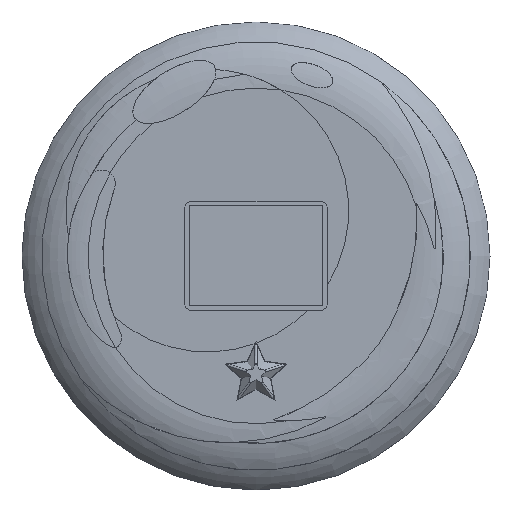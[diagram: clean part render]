
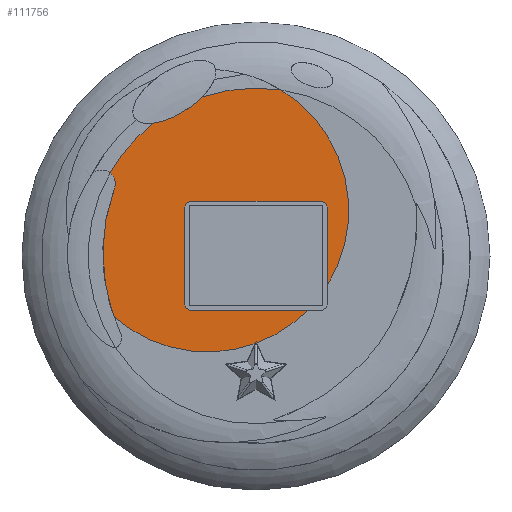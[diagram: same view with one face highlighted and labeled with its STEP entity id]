
A CAD part, top view. The second image highlights one B-rep face of the part: STEP entity #111756.
In plain terms, the highlighted planar face has unit normal (0, 0, 1).
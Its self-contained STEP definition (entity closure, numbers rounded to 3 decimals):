
#2825=ELLIPSE('',#119047,20.485,9.299);
#5962=CIRCLE('',#119029,81.371);
#5966=CIRCLE('',#119036,5.797);
#5967=CIRCLE('',#119040,61.);
#5968=CIRCLE('',#119041,61.);
#5969=CIRCLE('',#119042,3.);
#5970=CIRCLE('',#119043,3.);
#5971=CIRCLE('',#119044,3.);
#5972=CIRCLE('',#119045,61.);
#5973=CIRCLE('',#119046,72.442);
#5974=CIRCLE('',#119048,72.442);
#12609=FACE_OUTER_BOUND('',#18858,.T.);
#18858=EDGE_LOOP('',(#100957,#100958,#100959,#100960,#100961,#100962,#100963,
#100964,#100965,#100966,#100967,#100968,#100969,#100970,#100971,#100972,
#100973));
#30765=LINE('',#227391,#42811);
#30766=LINE('',#227393,#42812);
#30767=LINE('',#227397,#42813);
#30768=LINE('',#227401,#42814);
#30769=LINE('',#227405,#42815);
#30770=LINE('',#227409,#42816);
#42811=VECTOR('',#145038,10.);
#42812=VECTOR('',#145039,10.);
#42813=VECTOR('',#145042,10.);
#42814=VECTOR('',#145045,10.);
#42815=VECTOR('',#145048,10.);
#42816=VECTOR('',#145051,10.);
#53383=VERTEX_POINT('',#227262);
#53384=VERTEX_POINT('',#227264);
#53392=VERTEX_POINT('',#227327);
#53396=VERTEX_POINT('',#227388);
#53397=VERTEX_POINT('',#227390);
#53398=VERTEX_POINT('',#227392);
#53399=VERTEX_POINT('',#227394);
#53400=VERTEX_POINT('',#227396);
#53401=VERTEX_POINT('',#227398);
#53402=VERTEX_POINT('',#227400);
#53403=VERTEX_POINT('',#227402);
#53404=VERTEX_POINT('',#227404);
#53405=VERTEX_POINT('',#227406);
#53406=VERTEX_POINT('',#227408);
#53407=VERTEX_POINT('',#227410);
#53408=VERTEX_POINT('',#227412);
#53409=VERTEX_POINT('',#227414);
#69342=EDGE_CURVE('',#53384,#53383,#5962,.T.);
#69356=EDGE_CURVE('',#53392,#53384,#5966,.T.);
#69361=EDGE_CURVE('',#53396,#53383,#5967,.T.);
#69362=EDGE_CURVE('',#53397,#53396,#30765,.T.);
#69363=EDGE_CURVE('',#53398,#53397,#30766,.T.);
#69364=EDGE_CURVE('',#53399,#53398,#5968,.T.);
#69365=EDGE_CURVE('',#53400,#53399,#30767,.T.);
#69366=EDGE_CURVE('',#53401,#53400,#5969,.T.);
#69367=EDGE_CURVE('',#53402,#53401,#30768,.T.);
#69368=EDGE_CURVE('',#53403,#53402,#5970,.T.);
#69369=EDGE_CURVE('',#53404,#53403,#30769,.T.);
#69370=EDGE_CURVE('',#53405,#53404,#5971,.T.);
#69371=EDGE_CURVE('',#53406,#53405,#30770,.T.);
#69372=EDGE_CURVE('',#53407,#53406,#5972,.T.);
#69373=EDGE_CURVE('',#53408,#53407,#5973,.T.);
#69374=EDGE_CURVE('',#53408,#53409,#2825,.T.);
#69375=EDGE_CURVE('',#53392,#53409,#5974,.T.);
#100957=ORIENTED_EDGE('',*,*,#69356,.T.);
#100958=ORIENTED_EDGE('',*,*,#69342,.T.);
#100959=ORIENTED_EDGE('',*,*,#69361,.F.);
#100960=ORIENTED_EDGE('',*,*,#69362,.F.);
#100961=ORIENTED_EDGE('',*,*,#69363,.F.);
#100962=ORIENTED_EDGE('',*,*,#69364,.F.);
#100963=ORIENTED_EDGE('',*,*,#69365,.F.);
#100964=ORIENTED_EDGE('',*,*,#69366,.F.);
#100965=ORIENTED_EDGE('',*,*,#69367,.F.);
#100966=ORIENTED_EDGE('',*,*,#69368,.F.);
#100967=ORIENTED_EDGE('',*,*,#69369,.F.);
#100968=ORIENTED_EDGE('',*,*,#69370,.F.);
#100969=ORIENTED_EDGE('',*,*,#69371,.F.);
#100970=ORIENTED_EDGE('',*,*,#69372,.F.);
#100971=ORIENTED_EDGE('',*,*,#69373,.F.);
#100972=ORIENTED_EDGE('',*,*,#69374,.T.);
#100973=ORIENTED_EDGE('',*,*,#69375,.F.);
#105843=PLANE('',#119039);
#111756=ADVANCED_FACE('',(#12609),#105843,.T.);
#119029=AXIS2_PLACEMENT_3D('',#227265,#145011,#145012);
#119036=AXIS2_PLACEMENT_3D('',#227343,#145028,#145029);
#119039=AXIS2_PLACEMENT_3D('',#227387,#145034,#145035);
#119040=AXIS2_PLACEMENT_3D('',#227389,#145036,#145037);
#119041=AXIS2_PLACEMENT_3D('',#227395,#145040,#145041);
#119042=AXIS2_PLACEMENT_3D('',#227399,#145043,#145044);
#119043=AXIS2_PLACEMENT_3D('',#227403,#145046,#145047);
#119044=AXIS2_PLACEMENT_3D('',#227407,#145049,#145050);
#119045=AXIS2_PLACEMENT_3D('',#227411,#145052,#145053);
#119046=AXIS2_PLACEMENT_3D('',#227413,#145054,#145055);
#119047=AXIS2_PLACEMENT_3D('',#227415,#145056,#145057);
#119048=AXIS2_PLACEMENT_3D('',#227416,#145058,#145059);
#145011=DIRECTION('center_axis',(0.,0.,1.));
#145012=DIRECTION('ref_axis',(-0.94,0.342,0.));
#145028=DIRECTION('center_axis',(0.,0.,-1.));
#145029=DIRECTION('ref_axis',(0.909,-0.416,0.));
#145034=DIRECTION('center_axis',(0.,0.,1.));
#145035=DIRECTION('ref_axis',(1.,0.,0.));
#145036=DIRECTION('center_axis',(0.,0.,-1.));
#145037=DIRECTION('ref_axis',(1.,0.,0.));
#145038=DIRECTION('',(-0.425,-0.905,0.));
#145039=DIRECTION('',(-0.425,0.905,0.));
#145040=DIRECTION('center_axis',(0.,0.,-1.));
#145041=DIRECTION('ref_axis',(1.,0.,0.));
#145042=DIRECTION('',(1.,0.,0.));
#145043=DIRECTION('center_axis',(0.,0.,1.));
#145044=DIRECTION('ref_axis',(-1.,0.,0.));
#145045=DIRECTION('',(0.,-1.,0.));
#145046=DIRECTION('center_axis',(0.,0.,1.));
#145047=DIRECTION('ref_axis',(0.,1.,0.));
#145048=DIRECTION('',(-1.,0.,0.));
#145049=DIRECTION('center_axis',(0.,0.,1.));
#145050=DIRECTION('ref_axis',(1.,0.,0.));
#145051=DIRECTION('',(0.,1.,0.));
#145052=DIRECTION('center_axis',(0.,0.,-1.));
#145053=DIRECTION('ref_axis',(1.,0.,0.));
#145054=DIRECTION('center_axis',(0.,0.,-1.));
#145055=DIRECTION('ref_axis',(-1.,0.,0.));
#145056=DIRECTION('center_axis',(0.,0.,-1.));
#145057=DIRECTION('ref_axis',(0.838,0.545,0.));
#145058=DIRECTION('center_axis',(0.,0.,-1.));
#145059=DIRECTION('ref_axis',(-1.,0.,0.));
#227262=CARTESIAN_POINT('',(-58.272,-26.069,20.7));
#227264=CARTESIAN_POINT('',(-58.033,28.852,20.7));
#227265=CARTESIAN_POINT('Origin',(18.444,1.058,20.7));
#227327=CARTESIAN_POINT('',(-59.752,35.845,20.7));
#227343=CARTESIAN_POINT('Origin',(-63.304,31.264,20.7));
#227387=CARTESIAN_POINT('Origin',(3.2,0.,
20.7));
#227388=CARTESIAN_POINT('',(2.791,-37.857,20.7));
#227389=CARTESIAN_POINT('Origin',(-17.793,19.565,20.7));
#227390=CARTESIAN_POINT('',(3.2,-36.988,20.7));
#227391=CARTESIAN_POINT('',(8.32,-26.089,20.7));
#227392=CARTESIAN_POINT('',(3.489,-37.603,20.7));
#227393=CARTESIAN_POINT('',(-3.918,-21.838,20.7));
#227394=CARTESIAN_POINT('',(25.31,-23.6,20.7));
#227395=CARTESIAN_POINT('Origin',(-17.793,19.565,20.7));
#227396=CARTESIAN_POINT('',(-24.6,-23.6,20.7));
#227397=CARTESIAN_POINT('',(-10.7,-23.6,20.7));
#227398=CARTESIAN_POINT('',(-27.6,-20.6,20.7));
#227399=CARTESIAN_POINT('Origin',(-24.6,-20.6,20.7));
#227400=CARTESIAN_POINT('',(-27.6,20.6,20.7));
#227401=CARTESIAN_POINT('',(-27.6,10.3,20.7));
#227402=CARTESIAN_POINT('',(-24.6,23.6,20.7));
#227403=CARTESIAN_POINT('Origin',(-24.6,20.6,20.7));
#227404=CARTESIAN_POINT('',(31.,23.6,20.7));
#227405=CARTESIAN_POINT('',(17.1,23.6,20.7));
#227406=CARTESIAN_POINT('',(34.,20.6,20.7));
#227407=CARTESIAN_POINT('Origin',(31.,20.6,20.7));
#227408=CARTESIAN_POINT('',(34.,-12.661,20.7));
#227409=CARTESIAN_POINT('',(34.,-6.331,20.7));
#227410=CARTESIAN_POINT('',(13.982,71.635,20.7));
#227411=CARTESIAN_POINT('Origin',(-17.793,19.565,20.7));
#227412=CARTESIAN_POINT('',(-20.039,68.614,20.7));
#227413=CARTESIAN_POINT('Origin',(3.2,0.,
20.7));
#227414=CARTESIAN_POINT('',(-41.06,57.349,20.7));
#227415=CARTESIAN_POINT('Origin',(-32.029,70.822,20.7));
#227416=CARTESIAN_POINT('Origin',(3.2,0.,
20.7));
